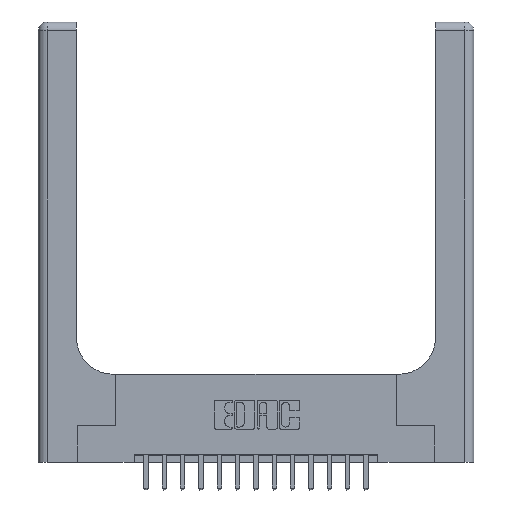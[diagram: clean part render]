
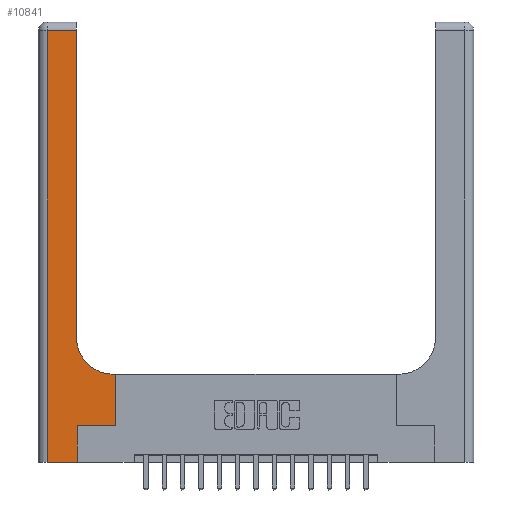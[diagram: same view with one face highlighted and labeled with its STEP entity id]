
A CAD part, top view. The second image highlights one B-rep face of the part: STEP entity #10841.
In plain terms, the highlighted planar face has unit normal (0, 0, 1).
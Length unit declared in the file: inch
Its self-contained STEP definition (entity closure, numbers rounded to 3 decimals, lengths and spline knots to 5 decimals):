
#97 = ORIENTED_EDGE ( 'NONE', *, *, #17314, .T. ) ;
#422 = VERTEX_POINT ( 'NONE', #1213 ) ;
#443 = VECTOR ( 'NONE', #10869, 39.37008 ) ;
#717 = CARTESIAN_POINT ( 'NONE',  ( 0.06, 2.94, 0.37 ) ) ;
#869 = FACE_OUTER_BOUND ( 'NONE', #16074, .T. ) ;
#890 = DIRECTION ( 'NONE',  ( -1., 0., 0. ) ) ;
#914 = LINE ( 'NONE', #8372, #6879 ) ;
#986 = ORIENTED_EDGE ( 'NONE', *, *, #4233, .T. ) ;
#1174 = CARTESIAN_POINT ( 'NONE',  ( 0.265, 0.25, 0.37 ) ) ;
#1213 = CARTESIAN_POINT ( 'NONE',  ( 0.26, 0.85, 0.37 ) ) ;
#1424 = VECTOR ( 'NONE', #890, 39.37008 ) ;
#1494 = PLANE ( 'NONE',  #15917 ) ;
#1592 = EDGE_CURVE ( 'NONE', #422, #8608, #5729, .T. ) ;
#1862 = ORIENTED_EDGE ( 'NONE', *, *, #1592, .T. ) ;
#2404 = EDGE_CURVE ( 'NONE', #10557, #422, #15787, .T. ) ;
#2675 = EDGE_CURVE ( 'NONE', #3401, #10557, #7690, .T. ) ;
#2855 = ORIENTED_EDGE ( 'NONE', *, *, #2404, .T. ) ;
#2924 = DIRECTION ( 'NONE',  ( 1., 0., 0. ) ) ;
#3401 = VERTEX_POINT ( 'NONE', #17254 ) ;
#3650 = VECTOR ( 'NONE', #13783, 39.37008 ) ;
#3763 = CARTESIAN_POINT ( 'NONE',  ( 0., 2.94, 0.37 ) ) ;
#3775 = CARTESIAN_POINT ( 'NONE',  ( 0.26, 2.94, 0.37 ) ) ;
#4233 = EDGE_CURVE ( 'NONE', #17541, #11895, #8053, .T. ) ;
#4341 = EDGE_CURVE ( 'NONE', #8608, #13927, #13796, .T. ) ;
#4476 = CARTESIAN_POINT ( 'NONE',  ( 0.06, 3., 0.37 ) ) ;
#4634 = ORIENTED_EDGE ( 'NONE', *, *, #4341, .T. ) ;
#5078 = CARTESIAN_POINT ( 'NONE',  ( 0.51, 0.6, 0.37 ) ) ;
#5729 = LINE ( 'NONE', #11069, #3650 ) ;
#5736 = ORIENTED_EDGE ( 'NONE', *, *, #9119, .T. ) ;
#5807 = CARTESIAN_POINT ( 'NONE',  ( 0.265, 0., 0.37 ) ) ;
#6206 = CARTESIAN_POINT ( 'NONE',  ( 0.06, 0., 0.37 ) ) ;
#6208 = LINE ( 'NONE', #1174, #443 ) ;
#6378 = VECTOR ( 'NONE', #12464, 39.37008 ) ;
#6879 = VECTOR ( 'NONE', #9669, 39.37008 ) ;
#7265 = CARTESIAN_POINT ( 'NONE',  ( 0.51, 0.85, 0.37 ) ) ;
#7690 = LINE ( 'NONE', #15161, #6378 ) ;
#8053 = LINE ( 'NONE', #16100, #10638 ) ;
#8206 = DIRECTION ( 'NONE',  ( 0., 1., 0. ) ) ;
#8372 = CARTESIAN_POINT ( 'NONE',  ( 0.528, 0.25, 0.37 ) ) ;
#8442 = CARTESIAN_POINT ( 'NONE',  ( 0., 0., 0.37 ) ) ;
#8552 = CARTESIAN_POINT ( 'NONE',  ( 0., 3., 0.37 ) ) ;
#8608 = VERTEX_POINT ( 'NONE', #3775 ) ;
#8659 = DIRECTION ( 'NONE',  ( 0., 0., -1. ) ) ;
#8794 = DIRECTION ( 'NONE',  ( 0., -1., 0. ) ) ;
#9016 = LINE ( 'NONE', #4476, #17525 ) ;
#9119 = EDGE_CURVE ( 'NONE', #9865, #3401, #914, .T. ) ;
#9174 = VERTEX_POINT ( 'NONE', #6206 ) ;
#9669 = DIRECTION ( 'NONE',  ( 0., 1., 0. ) ) ;
#9865 = VERTEX_POINT ( 'NONE', #10279 ) ;
#10279 = CARTESIAN_POINT ( 'NONE',  ( 0.528, 0.25, 0.37 ) ) ;
#10532 = CARTESIAN_POINT ( 'NONE',  ( 0.265, 0.25, 0.37 ) ) ;
#10557 = VERTEX_POINT ( 'NONE', #5078 ) ;
#10566 = ORIENTED_EDGE ( 'NONE', *, *, #10923, .T. ) ;
#10638 = VECTOR ( 'NONE', #8206, 39.37008 ) ;
#10841 = ADVANCED_FACE ( 'NONE', ( #869 ), #1494, .F. ) ;
#10869 = DIRECTION ( 'NONE',  ( 1., 0., 0. ) ) ;
#10923 = EDGE_CURVE ( 'NONE', #13927, #9174, #9016, .T. ) ;
#11069 = CARTESIAN_POINT ( 'NONE',  ( 0.26, 3., 0.37 ) ) ;
#11455 = EDGE_CURVE ( 'NONE', #9174, #17541, #11967, .T. ) ;
#11895 = VERTEX_POINT ( 'NONE', #10532 ) ;
#11967 = LINE ( 'NONE', #8442, #13246 ) ;
#12311 = ORIENTED_EDGE ( 'NONE', *, *, #2675, .T. ) ;
#12464 = DIRECTION ( 'NONE',  ( -1., 0., 0. ) ) ;
#12629 = DIRECTION ( 'NONE',  ( 1., 0., 0. ) ) ;
#12651 = DIRECTION ( 'NONE',  ( 0., 0., -1. ) ) ;
#13246 = VECTOR ( 'NONE', #12629, 39.37008 ) ;
#13783 = DIRECTION ( 'NONE',  ( 0., 1., 0. ) ) ;
#13796 = LINE ( 'NONE', #3763, #1424 ) ;
#13927 = VERTEX_POINT ( 'NONE', #717 ) ;
#15161 = CARTESIAN_POINT ( 'NONE',  ( 0.26, 0.6, 0.37 ) ) ;
#15280 = DIRECTION ( 'NONE',  ( -1., 0., 0. ) ) ;
#15787 = CIRCLE ( 'NONE', #17196, 0.25 ) ;
#15917 = AXIS2_PLACEMENT_3D ( 'NONE', #8552, #12651, #15280 ) ;
#16074 = EDGE_LOOP ( 'NONE', ( #1862, #4634, #10566, #16808, #986, #97, #5736, #12311, #2855 ) ) ;
#16100 = CARTESIAN_POINT ( 'NONE',  ( 0.265, 0., 0.37 ) ) ;
#16808 = ORIENTED_EDGE ( 'NONE', *, *, #11455, .T. ) ;
#17196 = AXIS2_PLACEMENT_3D ( 'NONE', #7265, #8659, #2924 ) ;
#17254 = CARTESIAN_POINT ( 'NONE',  ( 0.528, 0.6, 0.37 ) ) ;
#17314 = EDGE_CURVE ( 'NONE', #11895, #9865, #6208, .T. ) ;
#17525 = VECTOR ( 'NONE', #8794, 39.37008 ) ;
#17541 = VERTEX_POINT ( 'NONE', #5807 ) ;
